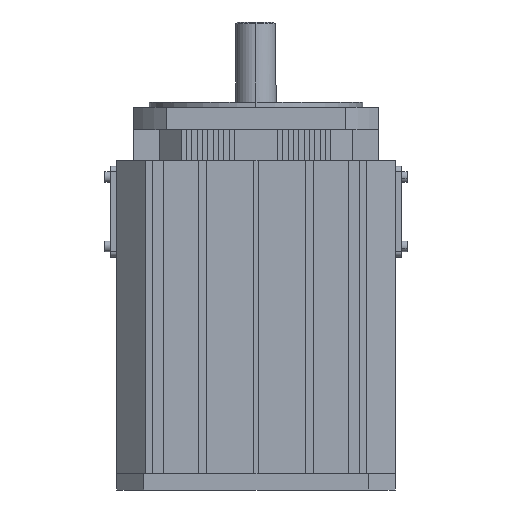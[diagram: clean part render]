
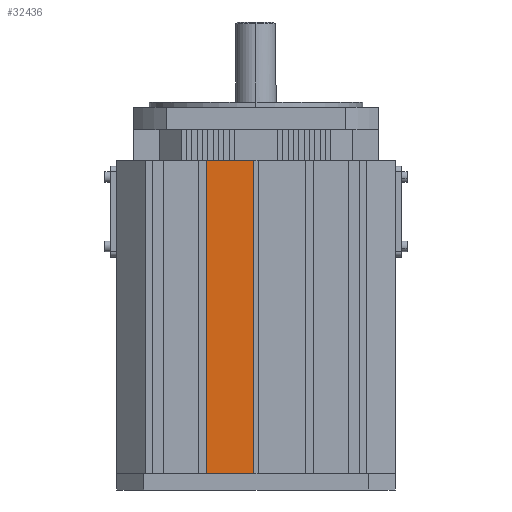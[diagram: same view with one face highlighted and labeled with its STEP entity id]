
A CAD part, front view. The second image highlights one B-rep face of the part: STEP entity #32436.
In plain terms, the highlighted planar face has unit normal (0, -1, 0).
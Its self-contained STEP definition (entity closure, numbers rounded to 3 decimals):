
#1996 = CARTESIAN_POINT ( 'NONE',  ( 250.143, 313.888, -857.154 ) ) ;
#2352 = EDGE_LOOP ( 'NONE', ( #23490, #29012, #10699, #34514 ) ) ;
#5042 = DIRECTION ( 'NONE',  ( 0., 1., 0. ) ) ;
#5556 = DIRECTION ( 'NONE',  ( 0., 0., 1. ) ) ;
#5657 = LINE ( 'NONE', #19273, #21342 ) ;
#6031 = VECTOR ( 'NONE', #24476, 1000. ) ;
#7285 = CARTESIAN_POINT ( 'NONE',  ( 250.143, 313.888, -1150.154 ) ) ;
#7707 = VECTOR ( 'NONE', #5556, 1000. ) ;
#7721 = EDGE_CURVE ( 'NONE', #18190, #19965, #33356, .T. ) ;
#10699 = ORIENTED_EDGE ( 'NONE', *, *, #12154, .T. ) ;
#11330 = VERTEX_POINT ( 'NONE', #1996 ) ;
#12154 = EDGE_CURVE ( 'NONE', #19965, #30170, #19342, .T. ) ;
#12567 = CARTESIAN_POINT ( 'NONE',  ( 294.143, 313.888, -857.154 ) ) ;
#16865 = DIRECTION ( 'NONE',  ( 0., 0., 1. ) ) ;
#17360 = EDGE_CURVE ( 'NONE', #11330, #30170, #27254, .T. ) ;
#18190 = VERTEX_POINT ( 'NONE', #7285 ) ;
#18999 = DIRECTION ( 'NONE',  ( 1., 0., 0. ) ) ;
#19273 = CARTESIAN_POINT ( 'NONE',  ( 250.143, 313.888, -857.154 ) ) ;
#19342 = LINE ( 'NONE', #25612, #7707 ) ;
#19965 = VERTEX_POINT ( 'NONE', #26258 ) ;
#21342 = VECTOR ( 'NONE', #16865, 1000. ) ;
#23490 = ORIENTED_EDGE ( 'NONE', *, *, #25247, .F. ) ;
#23821 = FACE_OUTER_BOUND ( 'NONE', #2352, .T. ) ;
#24165 = PLANE ( 'NONE',  #33211 ) ;
#24476 = DIRECTION ( 'NONE',  ( 1., 0., 0. ) ) ;
#25247 = EDGE_CURVE ( 'NONE', #18190, #11330, #5657, .T. ) ;
#25612 = CARTESIAN_POINT ( 'NONE',  ( 294.143, 313.888, -857.154 ) ) ;
#26258 = CARTESIAN_POINT ( 'NONE',  ( 294.143, 313.888, -1150.154 ) ) ;
#27061 = CARTESIAN_POINT ( 'NONE',  ( 296.143, 313.888, -857.154 ) ) ;
#27254 = LINE ( 'NONE', #27061, #6031 ) ;
#29012 = ORIENTED_EDGE ( 'NONE', *, *, #7721, .T. ) ;
#30170 = VERTEX_POINT ( 'NONE', #12567 ) ;
#32436 = ADVANCED_FACE ( 'NONE', ( #23821 ), #24165, .F. ) ;
#32662 = CARTESIAN_POINT ( 'NONE',  ( 296.143, 313.888, -857.154 ) ) ;
#33183 = CARTESIAN_POINT ( 'NONE',  ( 296.143, 313.888, -1150.154 ) ) ;
#33211 = AXIS2_PLACEMENT_3D ( 'NONE', #32662, #5042, #35421 ) ;
#33356 = LINE ( 'NONE', #33183, #35863 ) ;
#34514 = ORIENTED_EDGE ( 'NONE', *, *, #17360, .F. ) ;
#35421 = DIRECTION ( 'NONE',  ( 1., 0., 0. ) ) ;
#35863 = VECTOR ( 'NONE', #18999, 1000. ) ;
